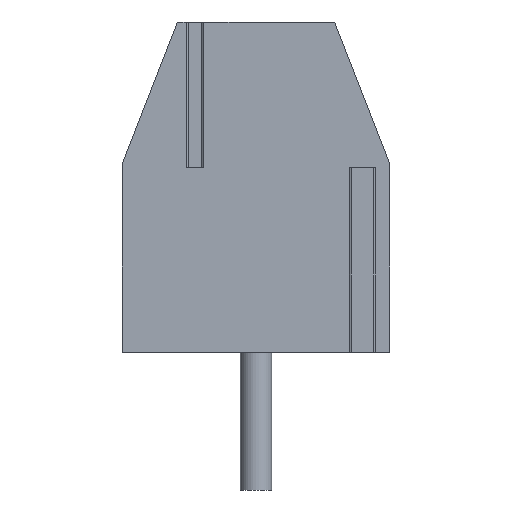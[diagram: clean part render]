
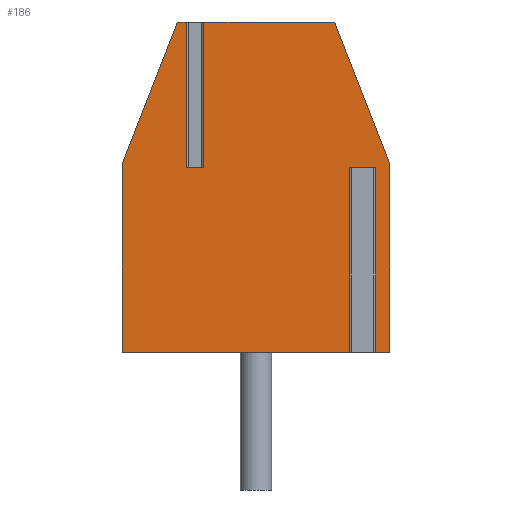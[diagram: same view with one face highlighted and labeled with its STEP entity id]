
A CAD part, front view. The second image highlights one B-rep face of the part: STEP entity #186.
In plain terms, the highlighted planar face has unit normal (0, -1, 0).
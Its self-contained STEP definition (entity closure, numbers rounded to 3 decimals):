
#186 = ADVANCED_FACE( '', ( #524 ), #525, .T. );
#524 = FACE_OUTER_BOUND( '', #1026, .T. );
#525 = PLANE( '', #1027 );
#1026 = EDGE_LOOP( '', ( #1527, #1528, #1529, #1530, #1531, #1532, #1533, #1534, #1535, #1536, #1537, #1538, #1539, #1540 ) );
#1027 = AXIS2_PLACEMENT_3D( '', #1541, #1542, #1543 );
#1527 = ORIENTED_EDGE( '', *, *, #2986, .T. );
#1528 = ORIENTED_EDGE( '', *, *, #2987, .T. );
#1529 = ORIENTED_EDGE( '', *, *, #2988, .T. );
#1530 = ORIENTED_EDGE( '', *, *, #2989, .T. );
#1531 = ORIENTED_EDGE( '', *, *, #2990, .T. );
#1532 = ORIENTED_EDGE( '', *, *, #2991, .T. );
#1533 = ORIENTED_EDGE( '', *, *, #2992, .T. );
#1534 = ORIENTED_EDGE( '', *, *, #2993, .T. );
#1535 = ORIENTED_EDGE( '', *, *, #2994, .T. );
#1536 = ORIENTED_EDGE( '', *, *, #2995, .F. );
#1537 = ORIENTED_EDGE( '', *, *, #2996, .T. );
#1538 = ORIENTED_EDGE( '', *, *, #2997, .T. );
#1539 = ORIENTED_EDGE( '', *, *, #2998, .T. );
#1540 = ORIENTED_EDGE( '', *, *, #2999, .F. );
#1541 = CARTESIAN_POINT( '', ( -49.746, -28.4, 0. ) );
#1542 = DIRECTION( '', ( 0., -1., 0. ) );
#1543 = DIRECTION( '', ( 0., 0., -1. ) );
#2986 = EDGE_CURVE( '', #3561, #3562, #3563, .T. );
#2987 = EDGE_CURVE( '', #3562, #3564, #3565, .T. );
#2988 = EDGE_CURVE( '', #3564, #3566, #3567, .T. );
#2989 = EDGE_CURVE( '', #3566, #3568, #3569, .T. );
#2990 = EDGE_CURVE( '', #3568, #3570, #3571, .T. );
#2991 = EDGE_CURVE( '', #3570, #3572, #3573, .T. );
#2992 = EDGE_CURVE( '', #3572, #3574, #3575, .F. );
#2993 = EDGE_CURVE( '', #3574, #3576, #3577, .T. );
#2994 = EDGE_CURVE( '', #3576, #3578, #3579, .F. );
#2995 = EDGE_CURVE( '', #3580, #3578, #3581, .T. );
#2996 = EDGE_CURVE( '', #3580, #3582, #3583, .F. );
#2997 = EDGE_CURVE( '', #3582, #3584, #3585, .T. );
#2998 = EDGE_CURVE( '', #3584, #3586, #3587, .F. );
#2999 = EDGE_CURVE( '', #3561, #3586, #3588, .T. );
#3561 = VERTEX_POINT( '', #4402 );
#3562 = VERTEX_POINT( '', #4403 );
#3563 = LINE( '', #4404, #4405 );
#3564 = VERTEX_POINT( '', #4406 );
#3565 = LINE( '', #4407, #4408 );
#3566 = VERTEX_POINT( '', #4409 );
#3567 = LINE( '', #4410, #4411 );
#3568 = VERTEX_POINT( '', #4412 );
#3569 = LINE( '', #4413, #4414 );
#3570 = VERTEX_POINT( '', #4415 );
#3571 = LINE( '', #4416, #4417 );
#3572 = VERTEX_POINT( '', #4418 );
#3573 = LINE( '', #4419, #4420 );
#3574 = VERTEX_POINT( '', #4421 );
#3575 = LINE( '', #4422, #4423 );
#3576 = VERTEX_POINT( '', #4424 );
#3577 = LINE( '', #4425, #4426 );
#3578 = VERTEX_POINT( '', #4427 );
#3579 = LINE( '', #4428, #4429 );
#3580 = VERTEX_POINT( '', #4430 );
#3581 = LINE( '', #4431, #4432 );
#3582 = VERTEX_POINT( '', #4433 );
#3583 = LINE( '', #4434, #4435 );
#3584 = VERTEX_POINT( '', #4436 );
#3585 = LINE( '', #4437, #4438 );
#3586 = VERTEX_POINT( '', #4439 );
#3587 = LINE( '', #4440, #4441 );
#3588 = LINE( '', #4442, #4443 );
#4402 = CARTESIAN_POINT( '', ( -53.146, -28.4, 0. ) );
#4403 = CARTESIAN_POINT( '', ( -47.27, -28.4, 0. ) );
#4404 = CARTESIAN_POINT( '', ( -49.746, -28.4, 0. ) );
#4405 = VECTOR( '', #5580, 1000. );
#4406 = CARTESIAN_POINT( '', ( -47.27, -28.4, 4.7 ) );
#4407 = CARTESIAN_POINT( '', ( -47.27, -28.4, 4.7 ) );
#4408 = VECTOR( '', #5581, 1000. );
#4409 = CARTESIAN_POINT( '', ( -46.822, -28.4, 4.7 ) );
#4410 = CARTESIAN_POINT( '', ( -46.696, -28.4, 4.7 ) );
#4411 = VECTOR( '', #5582, 1000. );
#4412 = CARTESIAN_POINT( '', ( -46.822, -28.4, 0. ) );
#4413 = CARTESIAN_POINT( '', ( -46.822, -28.4, 0. ) );
#4414 = VECTOR( '', #5583, 1000. );
#4415 = CARTESIAN_POINT( '', ( -46.346, -28.4, 0. ) );
#4416 = CARTESIAN_POINT( '', ( -49.746, -28.4, 0. ) );
#4417 = VECTOR( '', #5584, 1000. );
#4418 = CARTESIAN_POINT( '', ( -46.346, -28.4, 4.8 ) );
#4419 = CARTESIAN_POINT( '', ( -46.346, -28.4, 0. ) );
#4420 = VECTOR( '', #5585, 1000. );
#4421 = CARTESIAN_POINT( '', ( -47.746, -28.4, 8.4 ) );
#4422 = CARTESIAN_POINT( '', ( -45.171, -28.4, 1.779 ) );
#4423 = VECTOR( '', #5586, 1000. );
#4424 = CARTESIAN_POINT( '', ( -51.072, -28.4, 8.4 ) );
#4425 = CARTESIAN_POINT( '', ( -49.746, -28.4, 8.4 ) );
#4426 = VECTOR( '', #5587, 1000. );
#4427 = CARTESIAN_POINT( '', ( -51.072, -28.4, 4.7 ) );
#4428 = CARTESIAN_POINT( '', ( -51.072, -28.4, 4.7 ) );
#4429 = VECTOR( '', #5588, 1000. );
#4430 = CARTESIAN_POINT( '', ( -51.52, -28.4, 4.7 ) );
#4431 = CARTESIAN_POINT( '', ( -50.946, -28.4, 4.7 ) );
#4432 = VECTOR( '', #5589, 1000. );
#4433 = CARTESIAN_POINT( '', ( -51.52, -28.4, 8.4 ) );
#4434 = CARTESIAN_POINT( '', ( -51.52, -28.4, 8.4 ) );
#4435 = VECTOR( '', #5590, 1000. );
#4436 = CARTESIAN_POINT( '', ( -51.746, -28.4, 8.4 ) );
#4437 = CARTESIAN_POINT( '', ( -49.746, -28.4, 8.4 ) );
#4438 = VECTOR( '', #5591, 1000. );
#4439 = CARTESIAN_POINT( '', ( -53.146, -28.4, 4.8 ) );
#4440 = CARTESIAN_POINT( '', ( -54.32, -28.4, 1.779 ) );
#4441 = VECTOR( '', #5592, 1000. );
#4442 = CARTESIAN_POINT( '', ( -53.146, -28.4, 0. ) );
#4443 = VECTOR( '', #5593, 1000. );
#5580 = DIRECTION( '', ( 1., 0., 0. ) );
#5581 = DIRECTION( '', ( 0., 0., 1. ) );
#5582 = DIRECTION( '', ( 1., 0., 0. ) );
#5583 = DIRECTION( '', ( 0., 0., -1. ) );
#5584 = DIRECTION( '', ( 1., 0., 0. ) );
#5585 = DIRECTION( '', ( 0., 0., 1. ) );
#5586 = DIRECTION( '', ( 0.362, 0., -0.932 ) );
#5587 = DIRECTION( '', ( -1., 0., 0. ) );
#5588 = DIRECTION( '', ( 0., 0., 1. ) );
#5589 = DIRECTION( '', ( 1., 0., 0. ) );
#5590 = DIRECTION( '', ( 0., 0., -1. ) );
#5591 = DIRECTION( '', ( -1., 0., 0. ) );
#5592 = DIRECTION( '', ( 0.362, 0., 0.932 ) );
#5593 = DIRECTION( '', ( 0., 0., 1. ) );
